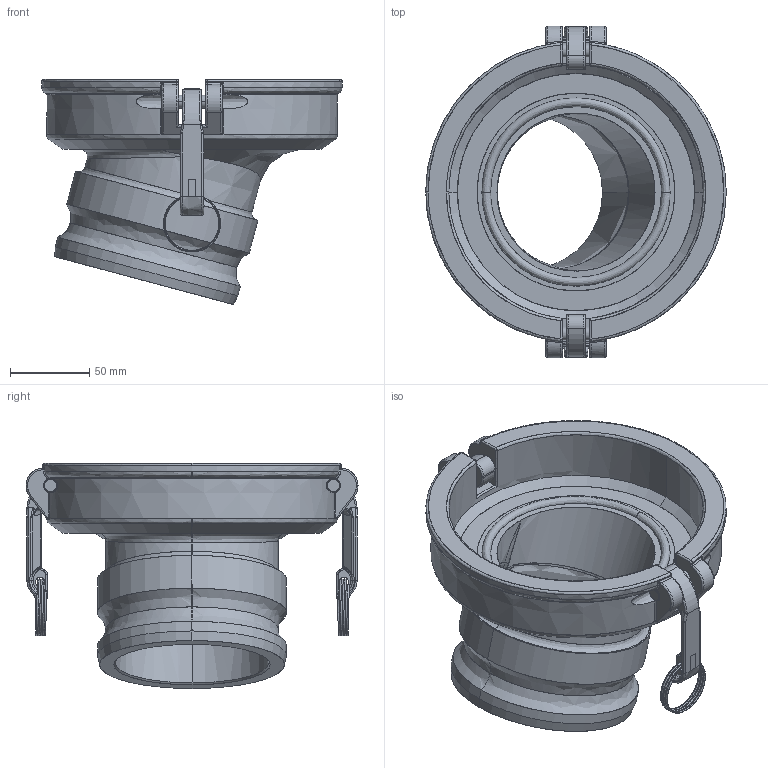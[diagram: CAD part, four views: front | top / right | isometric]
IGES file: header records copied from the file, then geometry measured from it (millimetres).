
Start section: SolidWorks IGES file using analytic representation for surfaces
Global section: file name: VKA4C_Abgabe-Adapter 4in Camlock.IGS; native system: SolidWorks 2014; preprocessor: SolidWorks 2014; author: LarsenR; date: 150303.131416; units: millimetre
Bounding box: 190 x 210 x 142.34 mm (x, y, z)
Surface area: 159349.2 mm2 (no closed solid volume)
Topology: 0 solids, 0 shells, 497 faces, 4993 edges, 4975 vertices
Faces by surface type: bspline 303, revolution 194
